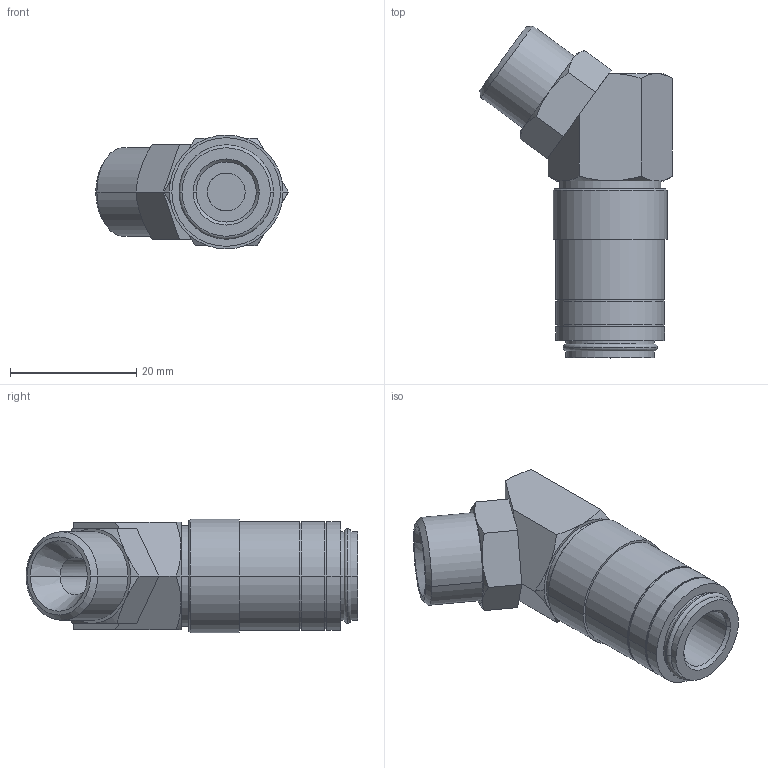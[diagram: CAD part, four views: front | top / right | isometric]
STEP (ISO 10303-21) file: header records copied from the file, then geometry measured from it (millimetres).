
FILE_DESCRIPTION(('STEP AP214'),'1');
FILE_NAME('esdm_1415_a-45ab.stp','2020-04-22T06:12:18',('TraceParts'),('TraceParts S.A.'),'Spatial InterOp 3D',' ',' ');
FILE_SCHEMA(('automotive_design'));
Length unit declared in the file: millimetre
Products named in the file (1): 1
Bounding box: 30.45 x 52.53 x 18 mm (x, y, z)
Volume: 10262.9 mm3; surface area: 4902.2 mm2
Topology: 1 solids, 1 shells, 90 faces, 199 edges, 121 vertices
Faces by surface type: plane 32, cone 28, cylinder 26, torus 4
Entity records: 3247 total; most frequent: CARTESIAN_POINT 539, DIRECTION 441, ORIENTED_EDGE 398, EDGE_CURVE 199, AXIS2_PLACEMENT_3D 183, VERTEX_POINT 121, EDGE_LOOP 102, STYLED_ITEM 90
